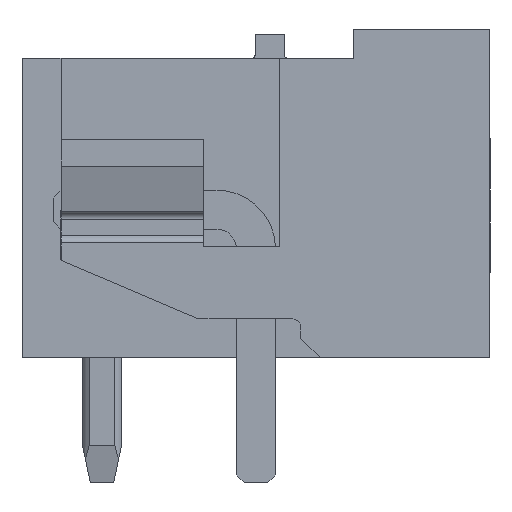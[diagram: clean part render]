
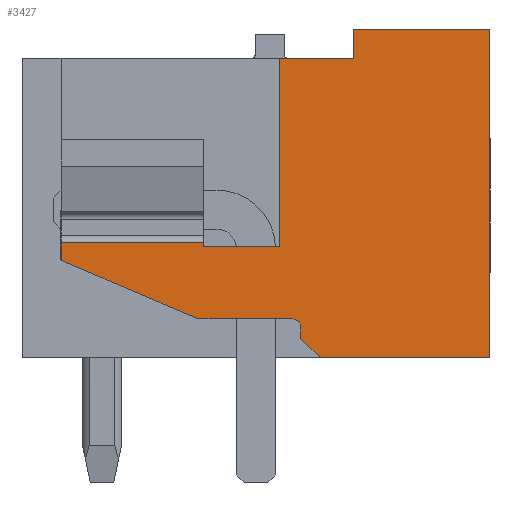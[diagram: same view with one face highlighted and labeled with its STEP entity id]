
A CAD part, left-side view. The second image highlights one B-rep face of the part: STEP entity #3427.
In plain terms, the highlighted planar face has unit normal (-1, 0, 0).
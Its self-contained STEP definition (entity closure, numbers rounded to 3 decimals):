
#3171=AXIS2_PLACEMENT_3D('Circle Axis2P3D',#3169,#3170,$) ;
#3398=AXIS2_PLACEMENT_3D('Plane Axis2P3D',#3395,#3396,#3397) ;
#269=CARTESIAN_POINT('Vertex',(0.,3.5,11.63)) ;
#272=CARTESIAN_POINT('Line Origine',(0.,1.75,11.63)) ;
#276=CARTESIAN_POINT('Vertex',(0.,0.,11.63)) ;
#695=CARTESIAN_POINT('Vertex',(0.,5.4,10.88)) ;
#698=CARTESIAN_POINT('Line Origine',(0.,4.45,10.88)) ;
#702=CARTESIAN_POINT('Vertex',(0.,3.5,10.88)) ;
#899=CARTESIAN_POINT('Vertex',(0.,0.,3.2)) ;
#902=CARTESIAN_POINT('Line Origine',(0.,2.177,3.2)) ;
#906=CARTESIAN_POINT('Vertex',(0.,4.354,3.2)) ;
#1489=CARTESIAN_POINT('Line Origine',(0.,0.,7.415)) ;
#2719=CARTESIAN_POINT('Vertex',(0.,7.35,6.15)) ;
#2722=CARTESIAN_POINT('Line Origine',(0.,7.35,6.1)) ;
#2726=CARTESIAN_POINT('Vertex',(0.,7.35,6.05)) ;
#2833=CARTESIAN_POINT('Line Origine',(0.,9.175,6.15)) ;
#2837=CARTESIAN_POINT('Vertex',(0.,11.,6.15)) ;
#3059=CARTESIAN_POINT('Vertex',(0.,7.464,4.2)) ;
#3064=CARTESIAN_POINT('Line Origine',(0.,9.232,4.95)) ;
#3068=CARTESIAN_POINT('Vertex',(0.,11.,5.7)) ;
#3099=CARTESIAN_POINT('Vertex',(0.,5.054,4.2)) ;
#3104=CARTESIAN_POINT('Line Origine',(0.,6.259,4.2)) ;
#3164=CARTESIAN_POINT('Vertex',(0.,4.854,4.)) ;
#3169=CARTESIAN_POINT('Axis2P3D Location',(0.,5.054,4.)) ;
#3195=CARTESIAN_POINT('Vertex',(0.,4.854,3.7)) ;
#3200=CARTESIAN_POINT('Line Origine',(0.,4.854,3.85)) ;
#3222=CARTESIAN_POINT('Line Origine',(0.,4.604,3.45)) ;
#3248=CARTESIAN_POINT('Vertex',(0.,5.4,6.05)) ;
#3253=CARTESIAN_POINT('Line Origine',(0.,5.4,8.465)) ;
#3303=CARTESIAN_POINT('Line Origine',(0.,6.375,6.05)) ;
#3395=CARTESIAN_POINT('Axis2P3D Location',(0.,0.,0.)) ;
#3400=CARTESIAN_POINT('Line Origine',(0.,11.,5.925)) ;
#3405=CARTESIAN_POINT('Line Origine',(0.,3.5,11.255)) ;
#273=DIRECTION('Vector Direction',(0.,-1.,0.)) ;
#699=DIRECTION('Vector Direction',(0.,1.,0.)) ;
#903=DIRECTION('Vector Direction',(0.,1.,0.)) ;
#1490=DIRECTION('Vector Direction',(0.,0.,-1.)) ;
#2723=DIRECTION('Vector Direction',(0.,0.,1.)) ;
#2834=DIRECTION('Vector Direction',(0.,1.,0.)) ;
#3065=DIRECTION('Vector Direction',(0.,-0.921,-0.391)) ;
#3105=DIRECTION('Vector Direction',(0.,-1.,0.)) ;
#3170=DIRECTION('Axis2P3D Direction',(-1.,0.,0.)) ;
#3201=DIRECTION('Vector Direction',(0.,0.,-1.)) ;
#3223=DIRECTION('Vector Direction',(0.,-0.707,-0.707)) ;
#3254=DIRECTION('Vector Direction',(0.,0.,1.)) ;
#3304=DIRECTION('Vector Direction',(0.,1.,0.)) ;
#3396=DIRECTION('Axis2P3D Direction',(-1.,0.,0.)) ;
#3397=DIRECTION('Axis2P3D XDirection',(0.,-1.,0.)) ;
#3401=DIRECTION('Vector Direction',(0.,0.,-1.)) ;
#3406=DIRECTION('Vector Direction',(0.,0.,1.)) ;
#274=VECTOR('Line Direction',#273,1.) ;
#700=VECTOR('Line Direction',#699,1.) ;
#904=VECTOR('Line Direction',#903,1.) ;
#1491=VECTOR('Line Direction',#1490,1.) ;
#2724=VECTOR('Line Direction',#2723,1.) ;
#2835=VECTOR('Line Direction',#2834,1.) ;
#3066=VECTOR('Line Direction',#3065,1.) ;
#3106=VECTOR('Line Direction',#3105,1.) ;
#3202=VECTOR('Line Direction',#3201,1.) ;
#3224=VECTOR('Line Direction',#3223,1.) ;
#3255=VECTOR('Line Direction',#3254,1.) ;
#3305=VECTOR('Line Direction',#3304,1.) ;
#3402=VECTOR('Line Direction',#3401,1.) ;
#3407=VECTOR('Line Direction',#3406,1.) ;
#3411=ORIENTED_EDGE('',*,*,#2728,.T.) ;
#3412=ORIENTED_EDGE('',*,*,#2839,.T.) ;
#3413=ORIENTED_EDGE('',*,*,#3404,.F.) ;
#3414=ORIENTED_EDGE('',*,*,#3070,.F.) ;
#3415=ORIENTED_EDGE('',*,*,#3108,.F.) ;
#3416=ORIENTED_EDGE('',*,*,#3173,.F.) ;
#3417=ORIENTED_EDGE('',*,*,#3204,.F.) ;
#3418=ORIENTED_EDGE('',*,*,#3226,.F.) ;
#3419=ORIENTED_EDGE('',*,*,#908,.T.) ;
#3420=ORIENTED_EDGE('',*,*,#1493,.T.) ;
#3421=ORIENTED_EDGE('',*,*,#278,.T.) ;
#3422=ORIENTED_EDGE('',*,*,#3409,.T.) ;
#3423=ORIENTED_EDGE('',*,*,#704,.T.) ;
#3424=ORIENTED_EDGE('',*,*,#3257,.F.) ;
#3425=ORIENTED_EDGE('',*,*,#3307,.F.) ;
#3427=ADVANCED_FACE('Housing',(#3426),#3399,.T.) ;
#3172=CIRCLE('generated circle',#3171,0.2) ;
#278=EDGE_CURVE('',#277,#270,#275,.F.) ;
#704=EDGE_CURVE('',#703,#696,#701,.T.) ;
#908=EDGE_CURVE('',#907,#900,#905,.F.) ;
#1493=EDGE_CURVE('',#900,#277,#1492,.F.) ;
#2728=EDGE_CURVE('',#2727,#2720,#2725,.T.) ;
#2839=EDGE_CURVE('',#2720,#2838,#2836,.T.) ;
#3070=EDGE_CURVE('',#3060,#3069,#3067,.F.) ;
#3108=EDGE_CURVE('',#3100,#3060,#3107,.F.) ;
#3173=EDGE_CURVE('',#3165,#3100,#3172,.T.) ;
#3204=EDGE_CURVE('',#3196,#3165,#3203,.F.) ;
#3226=EDGE_CURVE('',#907,#3196,#3225,.F.) ;
#3257=EDGE_CURVE('',#3249,#696,#3256,.T.) ;
#3307=EDGE_CURVE('',#2727,#3249,#3306,.F.) ;
#3404=EDGE_CURVE('',#3069,#2838,#3403,.F.) ;
#3409=EDGE_CURVE('',#270,#703,#3408,.F.) ;
#3410=EDGE_LOOP('',(#3411,#3412,#3413,#3414,#3415,#3416,#3417,#3418,#3419,#3420,#3421,#3422,#3423,#3424,#3425)) ;
#3426=FACE_OUTER_BOUND('',#3410,.T.) ;
#275=LINE('Line',#272,#274) ;
#701=LINE('Line',#698,#700) ;
#905=LINE('Line',#902,#904) ;
#1492=LINE('Line',#1489,#1491) ;
#2725=LINE('Line',#2722,#2724) ;
#2836=LINE('Line',#2833,#2835) ;
#3067=LINE('Line',#3064,#3066) ;
#3107=LINE('Line',#3104,#3106) ;
#3203=LINE('Line',#3200,#3202) ;
#3225=LINE('Line',#3222,#3224) ;
#3256=LINE('Line',#3253,#3255) ;
#3306=LINE('Line',#3303,#3305) ;
#3403=LINE('Line',#3400,#3402) ;
#3408=LINE('Line',#3405,#3407) ;
#3399=PLANE('',#3398) ;
#270=VERTEX_POINT('',#269) ;
#277=VERTEX_POINT('',#276) ;
#696=VERTEX_POINT('',#695) ;
#703=VERTEX_POINT('',#702) ;
#900=VERTEX_POINT('',#899) ;
#907=VERTEX_POINT('',#906) ;
#2720=VERTEX_POINT('',#2719) ;
#2727=VERTEX_POINT('',#2726) ;
#2838=VERTEX_POINT('',#2837) ;
#3060=VERTEX_POINT('',#3059) ;
#3069=VERTEX_POINT('',#3068) ;
#3100=VERTEX_POINT('',#3099) ;
#3165=VERTEX_POINT('',#3164) ;
#3196=VERTEX_POINT('',#3195) ;
#3249=VERTEX_POINT('',#3248) ;
